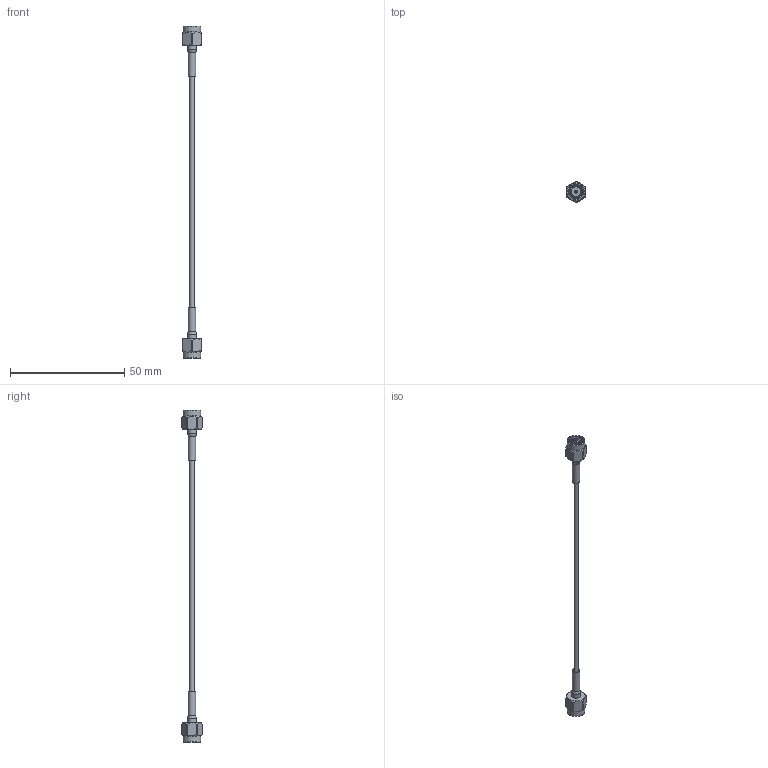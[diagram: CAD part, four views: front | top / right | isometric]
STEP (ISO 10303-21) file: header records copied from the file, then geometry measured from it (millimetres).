
FILE_DESCRIPTION (( 'STEP AP203' ), '1' );
FILE_NAME ('PE3067-HS2_3D.step', '2021-12-30T19:29:02', ( '' ), ( '' ), 'SwSTEP 2.0', 'SolidWorks 2021', '' );
FILE_SCHEMA (( 'CONFIG_CONTROL_DESIGN' ));
Length unit declared in the file: inch
Products named in the file (3): PE-SR405FL^PE3067-HS2_PE-SR405FL; PE3067-HS2_3D; PE4005^PE3067-HS2_Heat shrink
Assembly tree (3 placements, depth 2):
  PE3067-HS2_3D
    PE-SR405FL^PE3067-HS2_PE-SR405FL
    PE4005^PE3067-HS2_Heat shrink  x2
Bounding box: 8 x 9.02 x 145.49 mm (x, y, z)
Volume: 1310.1 mm3; surface area: 1951 mm2
Topology: 3 solids, 3 shells, 97 faces, 219 edges, 138 vertices
Faces by surface type: cylinder 31, plane 28, cone 24, bspline 8, torus 6
Full cylindrical faces by diameter (mm): 0.94 x2, 1.448 x2, 2.184 x1, 3.251 x2, 3.759 x2, 4.572 x2, 6.35 x2, 6.623 x2, 7.812 x2
Entity records: 2748 total; most frequent: CARTESIAN_POINT 1486, DIRECTION 200, ORIENTED_EDGE 166, AXIS2_PLACEMENT_3D 94, EDGE_CURVE 83, EDGE_LOOP 71, FACE_OUTER_BOUND 62, VERTEX_POINT 60
